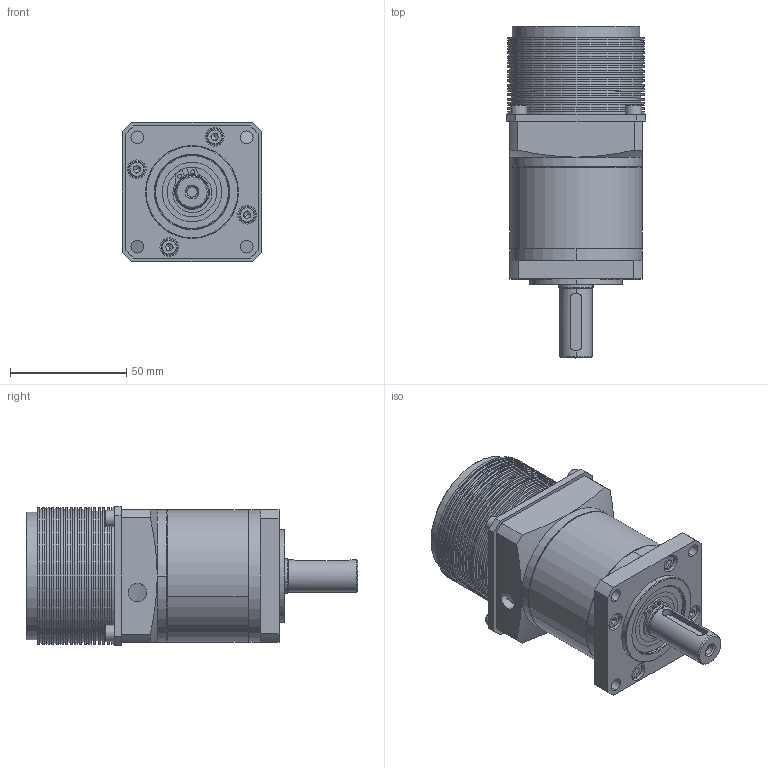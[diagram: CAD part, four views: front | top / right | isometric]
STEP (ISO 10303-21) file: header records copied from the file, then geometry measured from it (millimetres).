
FILE_DESCRIPTION (( 'STEP AP214' ), '1' );
FILE_NAME ('NURIROBOT_BB59PD57-2ST_3D.STEP', '2024-01-22T01:00:35', ( '821079794744' ), ( '' ), 'SwSTEP 2.0', 'SolidWorks 2018', '' );
FILE_SCHEMA (( 'AUTOMOTIVE_DESIGN' ));
Length unit declared in the file: millimetre
Products named in the file (1): NURIROBOT_BB59PD57-2ST_3D
Bounding box: 60 x 143 x 60 mm (x, y, z)
Volume: 293382.9 mm3; surface area: 55008.7 mm2
Topology: 10 solids, 30 shells, 636 faces, 1377 edges, 863 vertices
Faces by surface type: plane 281, cylinder 221, cone 98, torus 22, bspline 14
Full cylindrical faces by diameter (mm): 0.7 x5, 2.5 x9, 3 x3, 3.3 x4, 4 x4, 4.3 x4, 7 x4, 55 x1, 56 x5, 57.1 x5, 58 x6, 59 x17
Entity records: 24324 total; most frequent: CARTESIAN_POINT 3894, DIRECTION 3010, ORIENTED_EDGE 2468, AXIS2_PLACEMENT_3D 1241, EDGE_CURVE 1234, EDGE_LOOP 837, VERTEX_POINT 823, FACE_OUTER_BOUND 707
